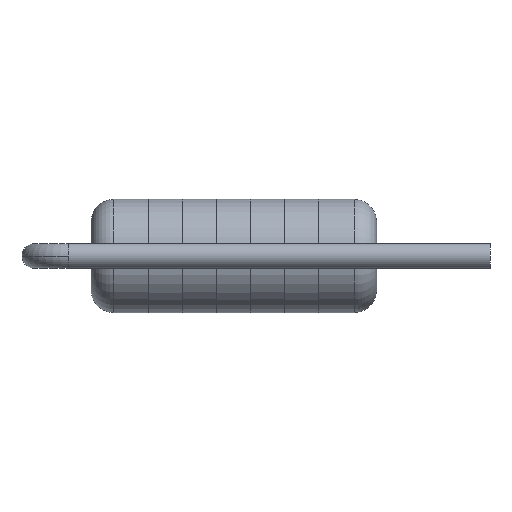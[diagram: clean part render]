
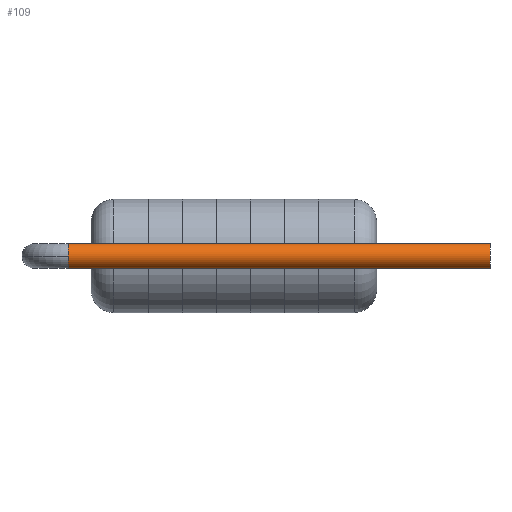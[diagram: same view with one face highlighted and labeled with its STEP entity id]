
A CAD part, left-side view. The second image highlights one B-rep face of the part: STEP entity #109.
In plain terms, the highlighted cylindrical face has radius 0.275 mm (diameter 0.55 mm), a partial arc.
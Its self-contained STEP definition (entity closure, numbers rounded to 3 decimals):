
#61 = DIRECTION ( 'NONE',  ( 0., 1., 0. ) ) ;
#92 = DIRECTION ( 'NONE',  ( 0., 1., 0. ) ) ;
#109 = ADVANCED_FACE ( 'NONE', ( #509 ), #741, .T. ) ;
#114 = EDGE_CURVE ( 'NONE', #132, #450, #881, .T. ) ;
#119 = VERTEX_POINT ( 'NONE', #1079 ) ;
#132 = VERTEX_POINT ( 'NONE', #879 ) ;
#160 = DIRECTION ( 'NONE',  ( 0., 0., 1. ) ) ;
#182 = AXIS2_PLACEMENT_3D ( 'NONE', #655, #283, #1029 ) ;
#195 = ORIENTED_EDGE ( 'NONE', *, *, #500, .T. ) ;
#257 = EDGE_CURVE ( 'NONE', #887, #331, #328, .T. ) ;
#277 = DIRECTION ( 'NONE',  ( 0., -1., 0. ) ) ;
#283 = DIRECTION ( 'NONE',  ( 0., -1., 0. ) ) ;
#328 = LINE ( 'NONE', #532, #1130 ) ;
#331 = VERTEX_POINT ( 'NONE', #1022 ) ;
#375 = AXIS2_PLACEMENT_3D ( 'NONE', #486, #404, #160 ) ;
#381 = ORIENTED_EDGE ( 'NONE', *, *, #1000, .T. ) ;
#404 = DIRECTION ( 'NONE',  ( 0., -1., 0. ) ) ;
#426 = DIRECTION ( 'NONE',  ( 0., 0., 1. ) ) ;
#450 = VERTEX_POINT ( 'NONE', #863 ) ;
#486 = CARTESIAN_POINT ( 'NONE',  ( -5.08, 7.3, 0. ) ) ;
#493 = AXIS2_PLACEMENT_3D ( 'NONE', #1155, #61, #426 ) ;
#500 = EDGE_CURVE ( 'NONE', #331, #119, #1199, .T. ) ;
#509 = FACE_OUTER_BOUND ( 'NONE', #546, .T. ) ;
#532 = CARTESIAN_POINT ( 'NONE',  ( -5.08, -2., 0.275 ) ) ;
#533 = ORIENTED_EDGE ( 'NONE', *, *, #886, .F. ) ;
#546 = EDGE_LOOP ( 'NONE', ( #826, #533, #1038, #195, #381 ) ) ;
#655 = CARTESIAN_POINT ( 'NONE',  ( -5.08, 7.3, 0. ) ) ;
#741 = CYLINDRICAL_SURFACE ( 'NONE', #493, 0.275 ) ;
#802 = CARTESIAN_POINT ( 'NONE',  ( -5.08, -2., -0.275 ) ) ;
#826 = ORIENTED_EDGE ( 'NONE', *, *, #114, .F. ) ;
#863 = CARTESIAN_POINT ( 'NONE',  ( -5.08, 7.3, -0.275 ) ) ;
#879 = CARTESIAN_POINT ( 'NONE',  ( -5.08, -2., -0.275 ) ) ;
#881 = LINE ( 'NONE', #802, #1072 ) ;
#885 = DIRECTION ( 'NONE',  ( 0., 1., 0. ) ) ;
#886 = EDGE_CURVE ( 'NONE', #887, #132, #1140, .T. ) ;
#887 = VERTEX_POINT ( 'NONE', #1008 ) ;
#999 = DIRECTION ( 'NONE',  ( 0., 0., 1. ) ) ;
#1000 = EDGE_CURVE ( 'NONE', #119, #450, #1028, .T. ) ;
#1008 = CARTESIAN_POINT ( 'NONE',  ( -5.08, -2., 0.275 ) ) ;
#1022 = CARTESIAN_POINT ( 'NONE',  ( -5.08, 7.3, 0.275 ) ) ;
#1028 = CIRCLE ( 'NONE', #182, 0.275 ) ;
#1029 = DIRECTION ( 'NONE',  ( 0., 0., 1. ) ) ;
#1034 = AXIS2_PLACEMENT_3D ( 'NONE', #1103, #277, #999 ) ;
#1038 = ORIENTED_EDGE ( 'NONE', *, *, #257, .T. ) ;
#1072 = VECTOR ( 'NONE', #885, 1000. ) ;
#1079 = CARTESIAN_POINT ( 'NONE',  ( -5.355, 7.3, 0. ) ) ;
#1103 = CARTESIAN_POINT ( 'NONE',  ( -5.08, -2., 0. ) ) ;
#1130 = VECTOR ( 'NONE', #92, 1000. ) ;
#1140 = CIRCLE ( 'NONE', #1034, 0.275 ) ;
#1155 = CARTESIAN_POINT ( 'NONE',  ( -5.08, -2., 0. ) ) ;
#1199 = CIRCLE ( 'NONE', #375, 0.275 ) ;
